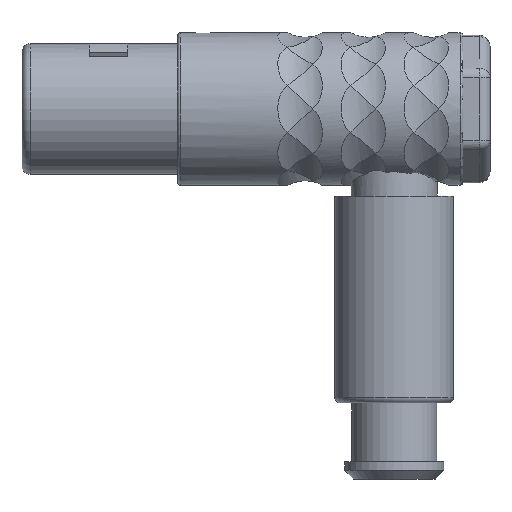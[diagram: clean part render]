
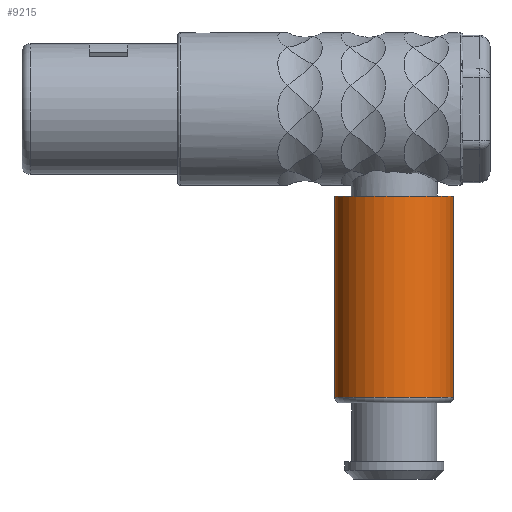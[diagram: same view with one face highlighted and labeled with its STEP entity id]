
A CAD part, top view. The second image highlights one B-rep face of the part: STEP entity #9215.
In plain terms, the highlighted cylindrical face has radius 5.45 mm (diameter 10.9 mm), a partial arc.
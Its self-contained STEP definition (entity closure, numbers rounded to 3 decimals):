
#2200=CARTESIAN_POINT('',(21.15,-8.,0.));
#2201=DIRECTION('',(0.,-1.,0.));
#2202=DIRECTION('',(1.,0.,0.));
#2203=AXIS2_PLACEMENT_3D('',#2200,#2201,#2202);
#2210=DIRECTION('',(0.,1.,0.));
#2211=VECTOR('',#2210,18.5);
#2212=CARTESIAN_POINT('',(26.6,-26.5,0.));
#2213=LINE('',#2212,#2211);
#2214=DIRECTION('',(0.,1.,0.));
#2215=VECTOR('',#2214,18.5);
#2216=CARTESIAN_POINT('',(15.7,-26.5,0.));
#2217=LINE('',#2216,#2215);
#2228=CARTESIAN_POINT('',(21.15,-26.5,0.));
#2229=DIRECTION('',(0.,1.,0.));
#2230=DIRECTION('',(-1.,0.,0.));
#2231=AXIS2_PLACEMENT_3D('',#2228,#2229,#2230);
#7449=CARTESIAN_POINT('',(26.6,-8.,0.));
#7450=CARTESIAN_POINT('',(15.7,-8.,0.));
#7451=VERTEX_POINT('',#7449);
#7452=VERTEX_POINT('',#7450);
#7587=CARTESIAN_POINT('',(26.6,-26.5,0.));
#7588=CARTESIAN_POINT('',(15.7,-26.5,0.));
#7589=VERTEX_POINT('',#7587);
#7590=VERTEX_POINT('',#7588);
#9204=CARTESIAN_POINT('',(21.15,1.7,0.));
#9205=DIRECTION('',(0.,-1.,0.));
#9206=DIRECTION('',(-1.,0.,0.));
#9207=AXIS2_PLACEMENT_3D('',#9204,#9205,#9206);
#9208=CYLINDRICAL_SURFACE('',#9207,5.45);
#9209=ORIENTED_EDGE('',*,*,#9195,.F.);
#9210=ORIENTED_EDGE('',*,*,#9170,.T.);
#9211=ORIENTED_EDGE('',*,*,#9151,.F.);
#9212=ORIENTED_EDGE('',*,*,#9167,.F.);
#9213=EDGE_LOOP('',(#9209,#9210,#9211,#9212));
#9214=FACE_OUTER_BOUND('',#9213,.F.);
#9215=ADVANCED_FACE('',(#9214),#9208,.T.);
#2204=CIRCLE('',#2203,5.45);
#2232=CIRCLE('',#2231,5.45);
#9151=EDGE_CURVE('',#7451,#7452,#2204,.T.);
#9167=EDGE_CURVE('',#7589,#7451,#2213,.T.);
#9170=EDGE_CURVE('',#7590,#7452,#2217,.T.);
#9195=EDGE_CURVE('',#7590,#7589,#2232,.T.);
